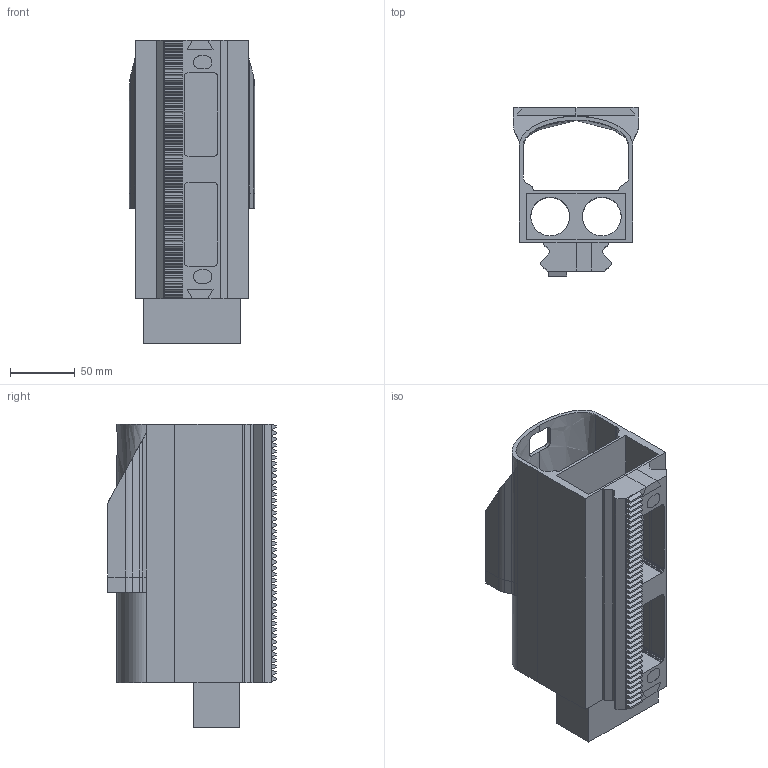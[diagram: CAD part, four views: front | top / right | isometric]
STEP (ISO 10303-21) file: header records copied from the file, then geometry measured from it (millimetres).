
FILE_DESCRIPTION(/* description */ (''),/* implementation_level */ '2;1');
FILE_NAME(/* name */ 'O_D299~1',/* time_stamp */ '2025-11-24T23:30:46+08:00',/* author */ (''),/* organization */ (''),/* preprocessor_version */ 'ST-DEVELOPER v16.5',/* originating_system */ '',/* authorisation */ '');
FILE_SCHEMA (('CONFIG_CONTROL_DESIGN'));
Length unit declared in the file: millimetre
Products named in the file (1): Document
Bounding box: 97 x 130.66 x 234.95 mm (x, y, z)
Volume: 752413.1 mm3; surface area: 207690.8 mm2
Topology: 1 solids, 1 shells, 348 faces, 1002 edges, 660 vertices
Faces by surface type: plane 312, cylinder 20, bspline 16
Entity records: 13174 total; most frequent: CARTESIAN_POINT 6490, ORIENTED_EDGE 2004, EDGE_CURVE 1002, B_SPLINE_CURVE_WITH_KNOTS 860, VERTEX_POINT 660, EDGE_LOOP 360, ADVANCED_FACE 348, FACE_OUTER_BOUND 348
